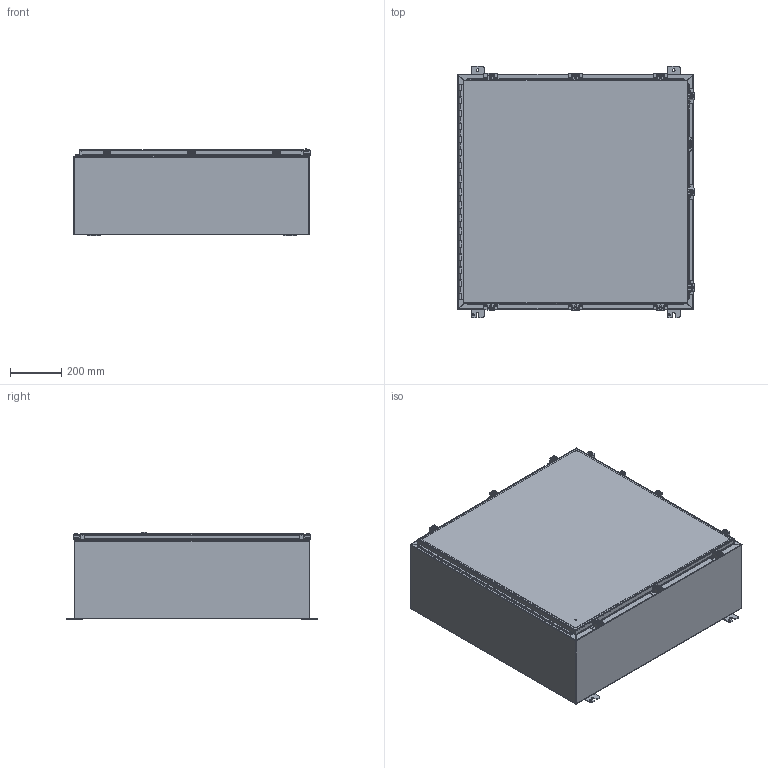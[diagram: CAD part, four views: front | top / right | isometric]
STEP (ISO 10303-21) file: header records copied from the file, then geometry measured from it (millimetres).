
FILE_DESCRIPTION(/* description */ ('36X36X12 SSN4_A LRS'),/* implementation_level */ '2;1');
FILE_NAME(/* name */ 'SSN4363612A.stp',/* time_stamp */ '2016-11-07T21:58:02+05:00',/* author */ ('vdas'),/* organization */ (''),/* preprocessor_version */ 'ST-DEVELOPER v16.1',/* originating_system */ 'Autodesk Inventor 2016',/* authorisation */ '');
FILE_SCHEMA (('AUTOMOTIVE_DESIGN { 1 0 10303 214 3 1 1 }'));
Length unit declared in the file: inch
Products named in the file (20): SSN4363612ALRS; 34839; 38415; SSN4363612ABTB; 38846; 3298; 34x34; SSN43636ALID; 32874-36T; 32874-36L; 32874-36P; 32874-36; 38859; HFW30828 & HFW30829 CLAMP; HFW30828 & HFW30829 SCREW; HFW30828 & HFW30829 WASHER; 30818; HFW30828 & HFW30829 SPRING; HFW30828; SSN4363612A
Assembly tree (46 placements, depth 3):
  SSN4363612A
    SSN4363612ALRS  x2
    34839  x4
    38415
    SSN4363612ABTB
    38846
    3298
    34x34
    SSN43636ALID
    32874-36
      32874-36T
      32874-36L
      32874-36P
    38859  x8
    HFW30828  x9
      HFW30828 & HFW30829 CLAMP
      HFW30828 & HFW30829 SCREW
      HFW30828 & HFW30829 WASHER
      HFW30828 & HFW30829 SPRING
    30818  x9
Bounding box: 917.84 x 977.9 x 339.22 mm (x, y, z)
Volume: 6029137 mm3; surface area: 6297192.6 mm2
Topology: 59 solids, 203 shells, 1956 faces, 5150 edges, 3535 vertices
Faces by surface type: plane 1010, cylinder 547, bspline 248, cone 100, torus 51
Full cylindrical faces by diameter (mm): 2.794 x36, 3.048 x1, 3.967 x1, 5.359 x9, 6.35 x1, 7.163 x9, 7.95 x4, 8.382 x16, 8.56 x1, 8.89 x9, 11.125 x4, 12.7 x1, 13.208 x9, 15.875 x17
Entity records: 29340 total; most frequent: CARTESIAN_POINT 9460, ORIENTED_EDGE 3904, DIRECTION 3881, EDGE_CURVE 1982, LINE 1367, VECTOR 1367, VERTEX_POINT 1316, AXIS2_PLACEMENT_3D 1257
